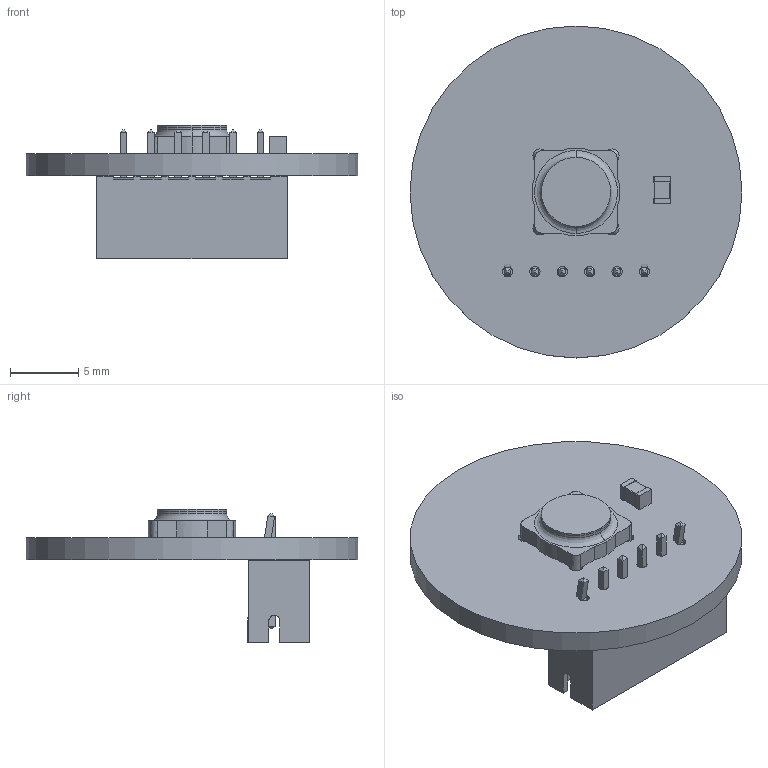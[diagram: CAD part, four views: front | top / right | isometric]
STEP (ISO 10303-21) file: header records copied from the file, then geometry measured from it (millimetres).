
FILE_DESCRIPTION(('KiCad electronic assembly'),'2;1');
FILE_NAME('HT485_DS.step','2022-10-22T09:44:59',('Pcbnew'),('Kicad'), 'Open CASCADE STEP processor 7.6','KiCad to STEP converter','Unknown' );
FILE_SCHEMA(('AUTOMOTIVE_DESIGN { 1 0 10303 214 1 1 1 1 }'));
Length unit declared in the file: millimetre
Products named in the file (8): HT485_DS 1; C_0805_2012Metric; SOLID; SF2; COMPOUND; JST_PH_B6B-PH-K_1x06_P2.00mm_Vertical; HT485_DS PCB
Assembly tree (7 placements, depth 3):
  HT485_DS 1
    C_0805_2012Metric
      SOLID
    SF2
      COMPOUND
    JST_PH_B6B-PH-K_1x06_P2.00mm_Vertical
      SOLID
    HT485_DS PCB
Bounding box: 24.24 x 24.24 x 9.73 mm (x, y, z)
Volume: 945.3 mm3; surface area: 1766.5 mm2
Topology: 5 solids, 5 shells, 335 faces, 864 edges, 554 vertices
Faces by surface type: bspline 322, cylinder 11, plane 2
Full cylindrical faces by diameter (mm): 0.75 x6, 1 x4, 24.243 x1
Entity records: 21189 total; most frequent: CARTESIAN_POINT 7851, B_SPLINE_CURVE_WITH_KNOTS 2333, ORIENTED_EDGE 1728, PCURVE 1728, DEFINITIONAL_REPRESENTATION 1728, EDGE_CURVE 864, SURFACE_CURVE 853, VERTEX_POINT 554
